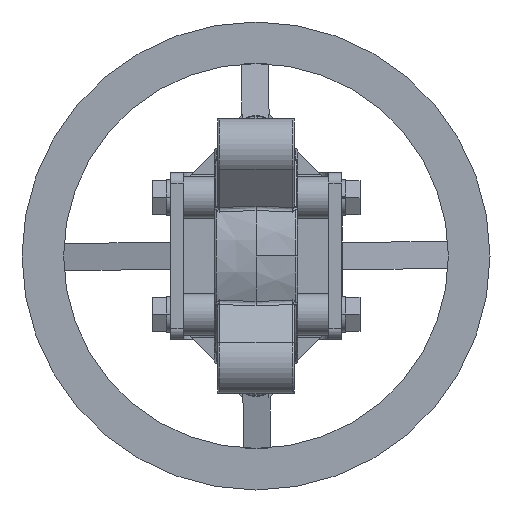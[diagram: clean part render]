
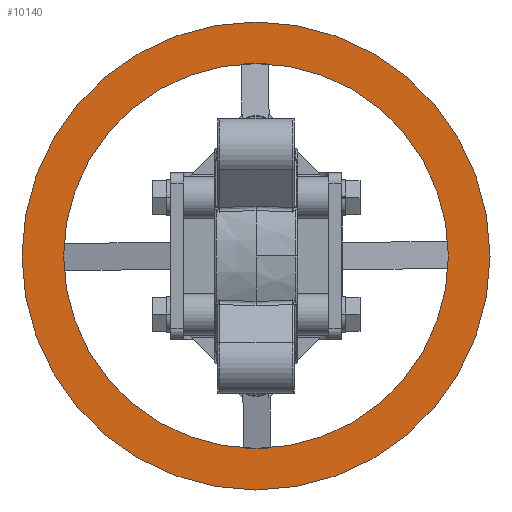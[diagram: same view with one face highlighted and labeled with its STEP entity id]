
A CAD part, front view. The second image highlights one B-rep face of the part: STEP entity #10140.
In plain terms, the highlighted planar face has unit normal (0, -1, 0).
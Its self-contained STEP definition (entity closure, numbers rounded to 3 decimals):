
#9993 = EDGE_CURVE ( 'NONE', #10097, #10086, #23786, .T. ) ;
#10017 = VERTEX_POINT ( 'NONE', #24036 ) ;
#10018 = EDGE_CURVE ( 'NONE', #10106, #10017, #24009, .T. ) ;
#10086 = VERTEX_POINT ( 'NONE', #24180 ) ;
#10097 = VERTEX_POINT ( 'NONE', #24183 ) ;
#10106 = VERTEX_POINT ( 'NONE', #24157 ) ;
#10116 = ORIENTED_EDGE ( 'NONE', *, *, #9993, .F. ) ;
#10121 = EDGE_LOOP ( 'NONE', ( #10116, #10181 ) ) ;
#10140 = ADVANCED_FACE ( 'NONE', ( #24345, #24341 ), #24282, .F. ) ;
#10143 = EDGE_CURVE ( 'NONE', #10086, #10097, #24393, .T. ) ;
#10146 = EDGE_CURVE ( 'NONE', #10017, #10106, #24380, .T. ) ;
#10181 = ORIENTED_EDGE ( 'NONE', *, *, #10143, .F. ) ;
#10210 = ORIENTED_EDGE ( 'NONE', *, *, #10146, .T. ) ;
#10262 = EDGE_LOOP ( 'NONE', ( #10263, #10210 ) ) ;
#10263 = ORIENTED_EDGE ( 'NONE', *, *, #10018, .T. ) ;
#23780 = CARTESIAN_POINT ( 'NONE',  ( 0., 288., 0. ) ) ;
#23786 = CIRCLE ( 'NONE', #23881, 92.5 ) ;
#23879 = DIRECTION ( 'NONE',  ( -1., 0., 0. ) ) ;
#23880 = DIRECTION ( 'NONE',  ( 0., -1., 0. ) ) ;
#23881 = AXIS2_PLACEMENT_3D ( 'NONE', #23780, #23880, #23879 ) ;
#24009 = CIRCLE ( 'NONE', #24037, 112.5 ) ;
#24036 = CARTESIAN_POINT ( 'NONE',  ( 112.5, 288., 0. ) ) ;
#24037 = AXIS2_PLACEMENT_3D ( 'NONE', #24072, #24069, #24068 ) ;
#24068 = DIRECTION ( 'NONE',  ( -1., 0., 0. ) ) ;
#24069 = DIRECTION ( 'NONE',  ( 0., -1., 0. ) ) ;
#24072 = CARTESIAN_POINT ( 'NONE',  ( 0., 288., 0. ) ) ;
#24157 = CARTESIAN_POINT ( 'NONE',  ( -112.5, 288., 0. ) ) ;
#24180 = CARTESIAN_POINT ( 'NONE',  ( -92.5, 288., 0. ) ) ;
#24183 = CARTESIAN_POINT ( 'NONE',  ( 92.5, 288., 0. ) ) ;
#24282 = PLANE ( 'NONE',  #24435 ) ;
#24341 = FACE_OUTER_BOUND ( 'NONE', #10262, .T. ) ;
#24345 = FACE_BOUND ( 'NONE', #10121, .T. ) ;
#24374 = DIRECTION ( 'NONE',  ( -1., 0., 0. ) ) ;
#24375 = DIRECTION ( 'NONE',  ( 0., -1., 0. ) ) ;
#24376 = CARTESIAN_POINT ( 'NONE',  ( 0., 288., 0. ) ) ;
#24380 = CIRCLE ( 'NONE', #24382, 112.5 ) ;
#24382 = AXIS2_PLACEMENT_3D ( 'NONE', #24376, #24375, #24374 ) ;
#24383 = DIRECTION ( 'NONE',  ( -1., 0., 0. ) ) ;
#24384 = DIRECTION ( 'NONE',  ( 0., -1., 0. ) ) ;
#24385 = CARTESIAN_POINT ( 'NONE',  ( 0., 288., 0. ) ) ;
#24386 = AXIS2_PLACEMENT_3D ( 'NONE', #24385, #24384, #24383 ) ;
#24393 = CIRCLE ( 'NONE', #24386, 92.5 ) ;
#24405 = DIRECTION ( 'NONE',  ( 1., 0., 0. ) ) ;
#24406 = DIRECTION ( 'NONE',  ( 0., 1., 0. ) ) ;
#24409 = CARTESIAN_POINT ( 'NONE',  ( 0., 288., 92.5 ) ) ;
#24435 = AXIS2_PLACEMENT_3D ( 'NONE', #24409, #24406, #24405 ) ;
